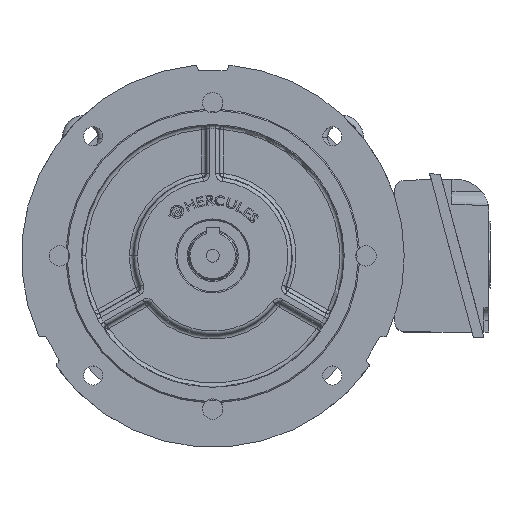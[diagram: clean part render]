
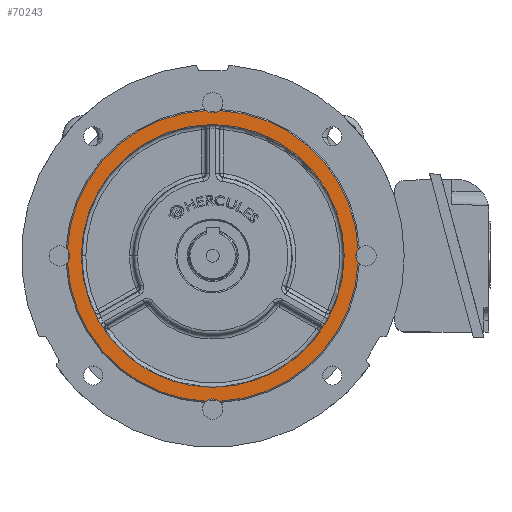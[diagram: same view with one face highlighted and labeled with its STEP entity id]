
A CAD part, top view. The second image highlights one B-rep face of the part: STEP entity #70243.
In plain terms, the highlighted planar face has unit normal (0, 0, 1).
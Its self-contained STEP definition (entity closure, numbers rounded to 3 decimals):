
#1831 = EDGE_CURVE ( 'NONE', #43312, #9405, #32739, .T. ) ;
#5276 = EDGE_CURVE ( 'NONE', #64382, #88557, #42587, .T. ) ;
#5808 = CARTESIAN_POINT ( 'NONE',  ( -102.93, 0., 66.5 ) ) ;
#6315 = CIRCLE ( 'NONE', #79372, 114. ) ;
#6319 = CARTESIAN_POINT ( 'NONE',  ( 113.883, 5.156, 66.5 ) ) ;
#7223 = AXIS2_PLACEMENT_3D ( 'NONE', #25670, #40844, #53828 ) ;
#8305 = DIRECTION ( 'NONE',  ( 0., 0., 1. ) ) ;
#9396 = AXIS2_PLACEMENT_3D ( 'NONE', #25142, #52435, #18394 ) ;
#9405 = VERTEX_POINT ( 'NONE', #25289 ) ;
#13503 = FACE_OUTER_BOUND ( 'NONE', #86430, .T. ) ;
#13705 = VERTEX_POINT ( 'NONE', #49514 ) ;
#14807 = AXIS2_PLACEMENT_3D ( 'NONE', #63447, #23139, #50458 ) ;
#15645 = CARTESIAN_POINT ( 'NONE',  ( 120., 0., 66.5 ) ) ;
#15966 = CIRCLE ( 'NONE', #86171, 114. ) ;
#16106 = ORIENTED_EDGE ( 'NONE', *, *, #88607, .T. ) ;
#17040 = ORIENTED_EDGE ( 'NONE', *, *, #49179, .F. ) ;
#17654 = VERTEX_POINT ( 'NONE', #49619 ) ;
#18232 = CARTESIAN_POINT ( 'NONE',  ( -113.883, -5.156, 66.5 ) ) ;
#18394 = DIRECTION ( 'NONE',  ( 0., -1., 0. ) ) ;
#20827 = ORIENTED_EDGE ( 'NONE', *, *, #83030, .F. ) ;
#22056 = DIRECTION ( 'NONE',  ( 0., 0., 1. ) ) ;
#22443 = CARTESIAN_POINT ( 'NONE',  ( 113.883, -5.156, 66.5 ) ) ;
#22647 = VERTEX_POINT ( 'NONE', #18232 ) ;
#23139 = DIRECTION ( 'NONE',  ( 0., 0., 1. ) ) ;
#24932 = CARTESIAN_POINT ( 'NONE',  ( 5.156, -113.883, 66.5 ) ) ;
#25097 = CARTESIAN_POINT ( 'NONE',  ( 0., 0., 66.5 ) ) ;
#25142 = CARTESIAN_POINT ( 'NONE',  ( 120., 0., 66.5 ) ) ;
#25289 = CARTESIAN_POINT ( 'NONE',  ( -5.156, -113.883, 66.5 ) ) ;
#25670 = CARTESIAN_POINT ( 'NONE',  ( 0., 95., 66.5 ) ) ;
#27402 = EDGE_CURVE ( 'NONE', #65414, #64382, #46561, .T. ) ;
#27900 = DIRECTION ( 'NONE',  ( 0., 1., 0. ) ) ;
#28296 = EDGE_CURVE ( 'NONE', #75611, #13705, #42372, .T. ) ;
#28873 = DIRECTION ( 'NONE',  ( 0., 0., -1. ) ) ;
#29022 = AXIS2_PLACEMENT_3D ( 'NONE', #47999, #22056, #27900 ) ;
#30126 = EDGE_CURVE ( 'NONE', #13705, #75611, #40946, .T. ) ;
#30437 = CIRCLE ( 'NONE', #29022, 8. ) ;
#32739 = CIRCLE ( 'NONE', #46955, 8. ) ;
#34652 = VERTEX_POINT ( 'NONE', #74033 ) ;
#36163 = ORIENTED_EDGE ( 'NONE', *, *, #84543, .T. ) ;
#38545 = CARTESIAN_POINT ( 'NONE',  ( 0., 120., 66.5 ) ) ;
#38961 = DIRECTION ( 'NONE',  ( 0., 0., 1. ) ) ;
#39619 = EDGE_LOOP ( 'NONE', ( #58821, #87122 ) ) ;
#40236 = ORIENTED_EDGE ( 'NONE', *, *, #5276, .F. ) ;
#40844 = DIRECTION ( 'NONE',  ( 0., 0., 1. ) ) ;
#40946 = CIRCLE ( 'NONE', #49528, 102.93 ) ;
#41165 = DIRECTION ( 'NONE',  ( 0., 0., 1. ) ) ;
#42372 = CIRCLE ( 'NONE', #53805, 102.93 ) ;
#42401 = DIRECTION ( 'NONE',  ( -1., 0., 0. ) ) ;
#42587 = CIRCLE ( 'NONE', #45433, 8. ) ;
#43312 = VERTEX_POINT ( 'NONE', #24932 ) ;
#44022 = DIRECTION ( 'NONE',  ( 1., 0., 0. ) ) ;
#44118 = CIRCLE ( 'NONE', #67041, 114. ) ;
#44393 = EDGE_CURVE ( 'NONE', #22647, #9405, #15966, .T. ) ;
#45433 = AXIS2_PLACEMENT_3D ( 'NONE', #15645, #70323, #61801 ) ;
#45647 = DIRECTION ( 'NONE',  ( 0., 0., 1. ) ) ;
#45812 = CARTESIAN_POINT ( 'NONE',  ( -112., 0., 66.5 ) ) ;
#45850 = EDGE_CURVE ( 'NONE', #50878, #17654, #30437, .T. ) ;
#46561 = CIRCLE ( 'NONE', #9396, 8. ) ;
#46654 = PLANE ( 'NONE',  #7223 ) ;
#46955 = AXIS2_PLACEMENT_3D ( 'NONE', #71069, #8305, #42401 ) ;
#47596 = AXIS2_PLACEMENT_3D ( 'NONE', #38545, #50339, #44022 ) ;
#47667 = CARTESIAN_POINT ( 'NONE',  ( 0., 0., 66.5 ) ) ;
#47999 = CARTESIAN_POINT ( 'NONE',  ( -120., 0., 66.5 ) ) ;
#49179 = EDGE_CURVE ( 'NONE', #22647, #50878, #73478, .T. ) ;
#49514 = CARTESIAN_POINT ( 'NONE',  ( 102.93, 0., 66.5 ) ) ;
#49528 = AXIS2_PLACEMENT_3D ( 'NONE', #47667, #28873, #68299 ) ;
#49619 = CARTESIAN_POINT ( 'NONE',  ( -113.883, 5.156, 66.5 ) ) ;
#50339 = DIRECTION ( 'NONE',  ( 0., 0., 1. ) ) ;
#50458 = DIRECTION ( 'NONE',  ( 0., 1., 0. ) ) ;
#50878 = VERTEX_POINT ( 'NONE', #45812 ) ;
#51948 = DIRECTION ( 'NONE',  ( 1., 0., 0. ) ) ;
#52435 = DIRECTION ( 'NONE',  ( 0., 0., 1. ) ) ;
#53180 = VERTEX_POINT ( 'NONE', #78105 ) ;
#53406 = FACE_BOUND ( 'NONE', #39619, .T. ) ;
#53805 = AXIS2_PLACEMENT_3D ( 'NONE', #69095, #68189, #60994 ) ;
#53828 = DIRECTION ( 'NONE',  ( 1., 0., 0. ) ) ;
#56262 = ORIENTED_EDGE ( 'NONE', *, *, #1831, .F. ) ;
#58821 = ORIENTED_EDGE ( 'NONE', *, *, #30126, .T. ) ;
#60994 = DIRECTION ( 'NONE',  ( 1., 0., 0. ) ) ;
#61801 = DIRECTION ( 'NONE',  ( 0., -1., 0. ) ) ;
#63391 = DIRECTION ( 'NONE',  ( 1., 0., 0. ) ) ;
#63447 = CARTESIAN_POINT ( 'NONE',  ( -120., 0., 66.5 ) ) ;
#64382 = VERTEX_POINT ( 'NONE', #80066 ) ;
#65414 = VERTEX_POINT ( 'NONE', #6319 ) ;
#66290 = DIRECTION ( 'NONE',  ( 1., 0., 0. ) ) ;
#66426 = ORIENTED_EDGE ( 'NONE', *, *, #44393, .T. ) ;
#67041 = AXIS2_PLACEMENT_3D ( 'NONE', #25097, #45647, #51948 ) ;
#68189 = DIRECTION ( 'NONE',  ( 0., 0., -1. ) ) ;
#68299 = DIRECTION ( 'NONE',  ( 1., 0., 0. ) ) ;
#68970 = DIRECTION ( 'NONE',  ( 1., 0., 0. ) ) ;
#69095 = CARTESIAN_POINT ( 'NONE',  ( 0., 0., 66.5 ) ) ;
#69213 = ORIENTED_EDGE ( 'NONE', *, *, #27402, .F. ) ;
#70243 = ADVANCED_FACE ( 'NONE', ( #13503, #53406 ), #46654, .T. ) ;
#70323 = DIRECTION ( 'NONE',  ( 0., 0., 1. ) ) ;
#71069 = CARTESIAN_POINT ( 'NONE',  ( 0., -120., 66.5 ) ) ;
#71456 = DIRECTION ( 'NONE',  ( 0., 0., 1. ) ) ;
#72555 = ORIENTED_EDGE ( 'NONE', *, *, #87740, .T. ) ;
#73478 = CIRCLE ( 'NONE', #14807, 8. ) ;
#73899 = CARTESIAN_POINT ( 'NONE',  ( 0., 0., 66.5 ) ) ;
#74033 = CARTESIAN_POINT ( 'NONE',  ( -5.156, 113.883, 66.5 ) ) ;
#74688 = ORIENTED_EDGE ( 'NONE', *, *, #45850, .F. ) ;
#75611 = VERTEX_POINT ( 'NONE', #5808 ) ;
#78105 = CARTESIAN_POINT ( 'NONE',  ( 5.156, 113.883, 66.5 ) ) ;
#79372 = AXIS2_PLACEMENT_3D ( 'NONE', #73899, #38961, #66290 ) ;
#80066 = CARTESIAN_POINT ( 'NONE',  ( 112., 0., 66.5 ) ) ;
#81095 = CIRCLE ( 'NONE', #82563, 114. ) ;
#81986 = CARTESIAN_POINT ( 'NONE',  ( 0., 0., 66.5 ) ) ;
#82563 = AXIS2_PLACEMENT_3D ( 'NONE', #81986, #41165, #68970 ) ;
#83030 = EDGE_CURVE ( 'NONE', #34652, #53180, #86306, .T. ) ;
#84484 = CARTESIAN_POINT ( 'NONE',  ( 0., 0., 66.5 ) ) ;
#84543 = EDGE_CURVE ( 'NONE', #34652, #17654, #6315, .T. ) ;
#86171 = AXIS2_PLACEMENT_3D ( 'NONE', #84484, #71456, #63391 ) ;
#86306 = CIRCLE ( 'NONE', #47596, 8. ) ;
#86430 = EDGE_LOOP ( 'NONE', ( #56262, #16106, #40236, #69213, #72555, #20827, #36163, #74688, #17040, #66426 ) ) ;
#87122 = ORIENTED_EDGE ( 'NONE', *, *, #28296, .T. ) ;
#87740 = EDGE_CURVE ( 'NONE', #65414, #53180, #81095, .T. ) ;
#88557 = VERTEX_POINT ( 'NONE', #22443 ) ;
#88607 = EDGE_CURVE ( 'NONE', #43312, #88557, #44118, .T. ) ;
